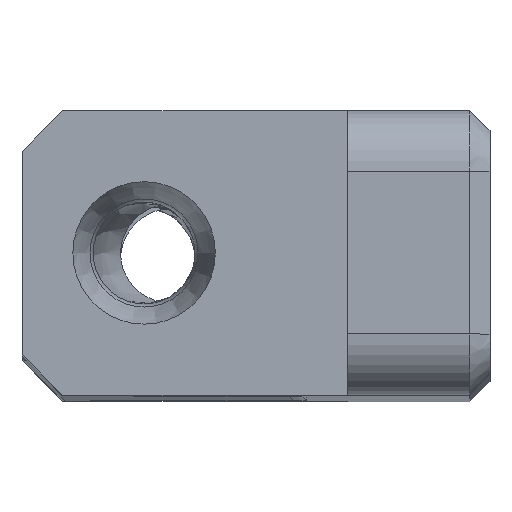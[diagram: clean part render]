
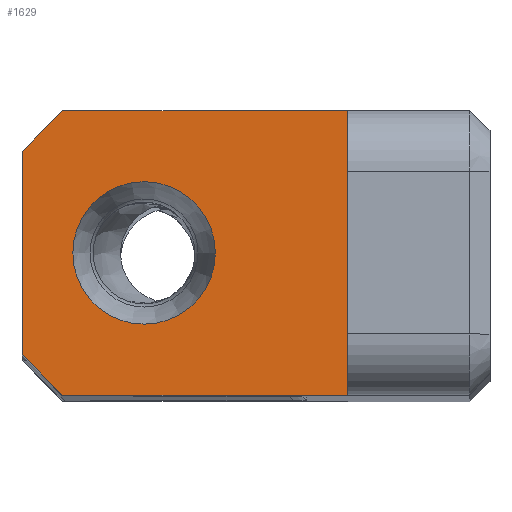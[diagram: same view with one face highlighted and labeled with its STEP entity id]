
A CAD part, top view. The second image highlights one B-rep face of the part: STEP entity #1629.
In plain terms, the highlighted planar face has unit normal (0, 0, 1).
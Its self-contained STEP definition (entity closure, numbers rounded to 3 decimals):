
#16=FACE_BOUND('',#549,.T.);
#127=LINE('',#3142,#273);
#128=LINE('',#3144,#274);
#129=LINE('',#3146,#275);
#130=LINE('',#3148,#276);
#131=LINE('',#3150,#277);
#132=LINE('',#3151,#278);
#273=VECTOR('',#2066,10.);
#274=VECTOR('',#2067,10.);
#275=VECTOR('',#2068,10.);
#276=VECTOR('',#2069,10.);
#277=VECTOR('',#2070,10.);
#278=VECTOR('',#2071,10.);
#371=PLANE('',#1767);
#447=FACE_OUTER_BOUND('',#548,.T.);
#548=EDGE_LOOP('',(#1326,#1327,#1328,#1329,#1330,#1331));
#549=EDGE_LOOP('',(#1332));
#632=CIRCLE('',#1755,3.5);
#770=VERTEX_POINT('',#3105);
#782=VERTEX_POINT('',#3140);
#783=VERTEX_POINT('',#3141);
#784=VERTEX_POINT('',#3143);
#785=VERTEX_POINT('',#3145);
#786=VERTEX_POINT('',#3147);
#787=VERTEX_POINT('',#3149);
#957=EDGE_CURVE('',#770,#770,#632,.T.);
#974=EDGE_CURVE('',#782,#783,#127,.T.);
#975=EDGE_CURVE('',#784,#782,#128,.T.);
#976=EDGE_CURVE('',#785,#784,#129,.T.);
#977=EDGE_CURVE('',#786,#785,#130,.T.);
#978=EDGE_CURVE('',#786,#787,#131,.T.);
#979=EDGE_CURVE('',#783,#787,#132,.T.);
#1326=ORIENTED_EDGE('',*,*,#974,.F.);
#1327=ORIENTED_EDGE('',*,*,#975,.F.);
#1328=ORIENTED_EDGE('',*,*,#976,.F.);
#1329=ORIENTED_EDGE('',*,*,#977,.F.);
#1330=ORIENTED_EDGE('',*,*,#978,.T.);
#1331=ORIENTED_EDGE('',*,*,#979,.F.);
#1332=ORIENTED_EDGE('',*,*,#957,.F.);
#1629=ADVANCED_FACE('',(#447,#16),#371,.T.);
#1755=AXIS2_PLACEMENT_3D('',#3106,#2030,#2031);
#1767=AXIS2_PLACEMENT_3D('',#3139,#2064,#2065);
#2030=DIRECTION('center_axis',(0.,0.,1.));
#2031=DIRECTION('ref_axis',(-1.,0.,0.));
#2064=DIRECTION('center_axis',(0.,0.,1.));
#2065=DIRECTION('ref_axis',(1.,0.,0.));
#2066=DIRECTION('',(0.707,0.707,0.));
#2067=DIRECTION('',(0.,1.,0.));
#2068=DIRECTION('',(-0.707,0.707,0.));
#2069=DIRECTION('',(-1.,0.,0.));
#2070=DIRECTION('',(0.,1.,0.));
#2071=DIRECTION('',(1.,0.,0.));
#3105=CARTESIAN_POINT('',(-2.5,0.,86.));
#3106=CARTESIAN_POINT('Origin',(-6.,0.,86.));
#3139=CARTESIAN_POINT('Origin',(-12.,0.,86.));
#3140=CARTESIAN_POINT('',(-12.,5.,86.));
#3141=CARTESIAN_POINT('',(-10.,7.,86.));
#3142=CARTESIAN_POINT('',(-12.75,4.25,86.));
#3143=CARTESIAN_POINT('',(-12.,-5.,86.));
#3144=CARTESIAN_POINT('',(-12.,0.,86.));
#3145=CARTESIAN_POINT('',(-10.,-7.,86.));
#3146=CARTESIAN_POINT('',(-12.75,-4.25,86.));
#3147=CARTESIAN_POINT('',(4.,-7.,86.));
#3148=CARTESIAN_POINT('',(-12.,-7.,86.));
#3149=CARTESIAN_POINT('',(4.,7.,86.));
#3150=CARTESIAN_POINT('',(4.,0.,86.));
#3151=CARTESIAN_POINT('',(-12.,7.,86.));
